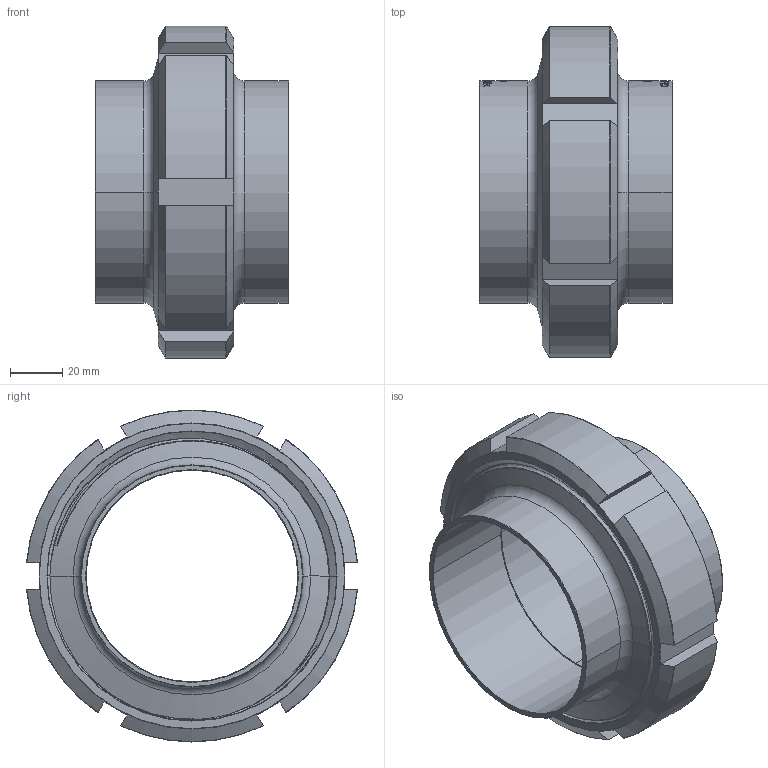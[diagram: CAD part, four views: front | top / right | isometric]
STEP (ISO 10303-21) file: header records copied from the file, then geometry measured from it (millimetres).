
FILE_DESCRIPTION (( 'STEP AP214' ), '1' );
FILE_NAME ('GL-212-080-x Verschraubung DIN11851 heco.STEP', '2017-08-28T09:19:30', ( '' ), ( '' ), 'SwSTEP 2.0', 'SolidWorks 2016', '' );
FILE_SCHEMA (( 'AUTOMOTIVE_DESIGN' ));
Length unit declared in the file: millimetre
Products named in the file (1): GL-212-080-x Verschraubung DIN11851 heco
Bounding box: 74 x 126.61 x 127 mm (x, y, z)
Volume: 218200.9 mm3; surface area: 101003.8 mm2
Topology: 4 solids, 4 shells, 724 faces, 1873 edges, 1226 vertices
Faces by surface type: bspline 321, plane 213, cylinder 89, torus 74, cone 27
Entity records: 71150 total; most frequent: CARTESIAN_POINT 48168, ORIENTED_EDGE 3744, DIRECTION 1976, EDGE_CURVE 1872, VERTEX_POINT 1226, B_SPLINE_CURVE_WITH_KNOTS 1006, EDGE_LOOP 802, AXIS2_PLACEMENT_3D 736
